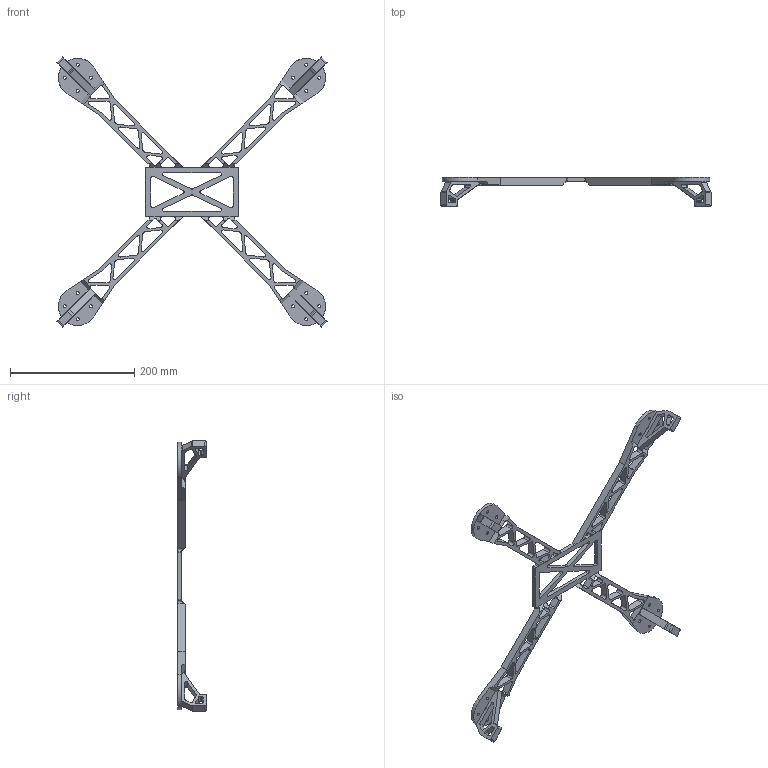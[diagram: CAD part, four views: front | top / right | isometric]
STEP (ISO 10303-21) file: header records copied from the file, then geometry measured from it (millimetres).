
FILE_DESCRIPTION (( 'STEP AP203' ), '1' );
FILE_NAME ('drone body_Default_sldprt.STEP', '2025-06-20T20:26:43', ( '' ), ( '' ), 'SwSTEP 2.0', 'SolidWorks 2024', '' );
FILE_SCHEMA (( 'CONFIG_CONTROL_DESIGN' ));
Length unit declared in the file: millimetre
Products named in the file (1): drone body_Default_sldprt
Bounding box: 434.16 x 46 x 434.16 mm (x, y, z)
Volume: 297310.3 mm3; surface area: 139672.1 mm2
Topology: 1 solids, 1 shells, 466 faces, 1386 edges, 914 vertices
Faces by surface type: cylinder 244, plane 218, bspline 4
Entity records: 16243 total; most frequent: CARTESIAN_POINT 3125, ORIENTED_EDGE 2772, DIRECTION 2739, EDGE_CURVE 1386, AXIS2_PLACEMENT_3D 935, VERTEX_POINT 914, LINE 869, VECTOR 869
